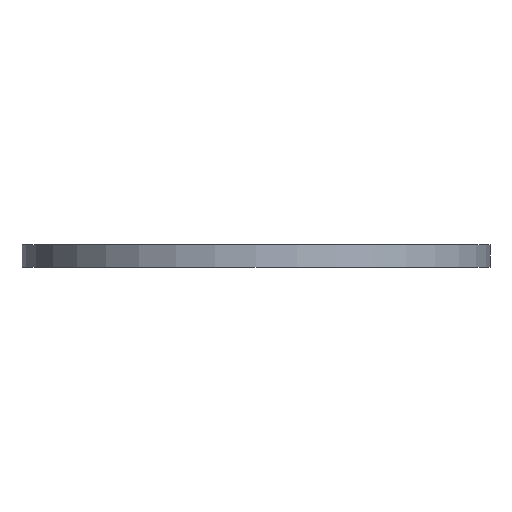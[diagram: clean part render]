
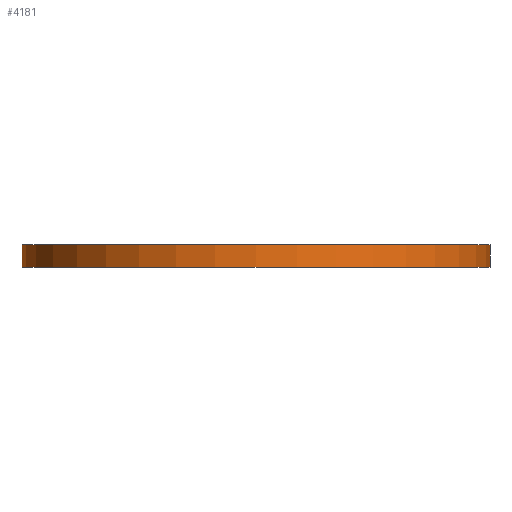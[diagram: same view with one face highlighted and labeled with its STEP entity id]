
A CAD part, front view. The second image highlights one B-rep face of the part: STEP entity #4181.
In plain terms, the highlighted cylindrical face has radius 10.25 mm (diameter 20.5 mm), a partial arc.
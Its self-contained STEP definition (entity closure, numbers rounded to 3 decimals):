
#2774=CARTESIAN_POINT('',(0.,0.,0.));
#2775=DIRECTION('',(0.,0.,1.));
#2776=DIRECTION('',(-1.,0.,0.));
#2777=AXIS2_PLACEMENT_3D('',#2774,#2775,#2776);
#2798=DIRECTION('',(0.,0.,1.));
#2799=VECTOR('',#2798,1.);
#2800=CARTESIAN_POINT('',(10.25,0.,0.));
#2801=LINE('',#2800,#2799);
#2805=DIRECTION('',(0.,0.,1.));
#2806=VECTOR('',#2805,1.);
#2807=CARTESIAN_POINT('',(-10.25,0.,0.));
#2808=LINE('',#2807,#2806);
#2820=CARTESIAN_POINT('',(0.,0.,1.));
#2821=DIRECTION('',(0.,0.,-1.));
#2822=DIRECTION('',(1.,0.,0.));
#2823=AXIS2_PLACEMENT_3D('',#2820,#2821,#2822);
#3914=CARTESIAN_POINT('',(10.25,0.,0.));
#3915=CARTESIAN_POINT('',(-10.25,0.,0.));
#3916=VERTEX_POINT('',#3914);
#3917=VERTEX_POINT('',#3915);
#3922=CARTESIAN_POINT('',(10.25,0.,1.));
#3923=VERTEX_POINT('',#3922);
#3924=CARTESIAN_POINT('',(-10.25,0.,1.));
#3925=VERTEX_POINT('',#3924);
#4169=CARTESIAN_POINT('',(0.,0.,0.));
#4170=DIRECTION('',(0.,0.,1.));
#4171=DIRECTION('',(1.,0.,0.));
#4172=AXIS2_PLACEMENT_3D('',#4169,#4170,#4171);
#4173=CYLINDRICAL_SURFACE('',#4172,10.25);
#4174=ORIENTED_EDGE('',*,*,#4129,.F.);
#4175=ORIENTED_EDGE('',*,*,#4157,.T.);
#4177=ORIENTED_EDGE('',*,*,#4176,.F.);
#4178=ORIENTED_EDGE('',*,*,#4153,.F.);
#4179=EDGE_LOOP('',(#4174,#4175,#4177,#4178));
#4180=FACE_OUTER_BOUND('',#4179,.F.);
#2778=CIRCLE('',#2777,10.25);
#2824=CIRCLE('',#2823,10.25);
#4129=EDGE_CURVE('',#3917,#3916,#2778,.T.);
#4153=EDGE_CURVE('',#3916,#3923,#2801,.T.);
#4157=EDGE_CURVE('',#3917,#3925,#2808,.T.);
#4176=EDGE_CURVE('',#3923,#3925,#2824,.T.);
#4181=ADVANCED_FACE('',(#4180),#4173,.T.);
